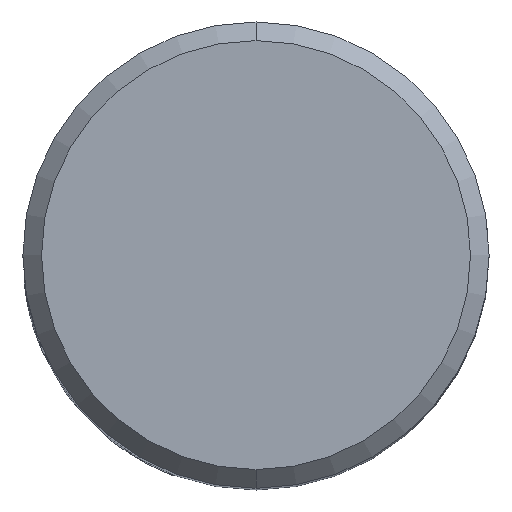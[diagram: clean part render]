
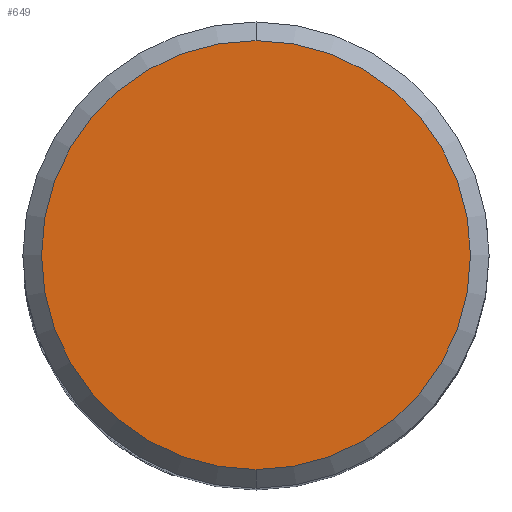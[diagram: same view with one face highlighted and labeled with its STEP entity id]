
A CAD part, top view. The second image highlights one B-rep face of the part: STEP entity #649.
In plain terms, the highlighted planar face has unit normal (0, 0, 1).
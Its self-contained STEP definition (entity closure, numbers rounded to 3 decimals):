
#375=VERTEX_POINT('',#1020);
#599=EDGE_CURVE('',#375,#723,#1266,.T.);
#649=ADVANCED_FACE('',(#1321),#1322,.T.);
#723=VERTEX_POINT('',#1406);
#773=EDGE_CURVE('',#723,#375,#1457,.T.);
#1020=CARTESIAN_POINT('',(0.0,11.5,0.0));
#1266=CIRCLE('',#2793,11.5);
#1321=FACE_OUTER_BOUND('',#3281,.T.);
#1322=PLANE('',#3282);
#1406=CARTESIAN_POINT('',(0.,-11.5,0.0));
#1457=CIRCLE('',#3836,11.5);
#2793=AXIS2_PLACEMENT_3D('',#5782,#5783,#5784);
#3281=EDGE_LOOP('',(#5831,#5832));
#3282=AXIS2_PLACEMENT_3D('',#5833,#5834,#5835);
#3836=AXIS2_PLACEMENT_3D('',#5972,#5973,#5974);
#5782=CARTESIAN_POINT('',(0.0,0.0,0.0));
#5783=DIRECTION('',(0.0,0.0,-1.0));
#5784=DIRECTION('',(0.0,1.0,0.0));
#5831=ORIENTED_EDGE('',*,*,#599,.F.);
#5832=ORIENTED_EDGE('',*,*,#773,.F.);
#5833=CARTESIAN_POINT('',(0.0,5.75,0.0));
#5834=DIRECTION('',(-0.0,0.0,1.0));
#5835=DIRECTION('',(0.0,-1.0,0.0));
#5972=CARTESIAN_POINT('',(0.0,0.0,0.0));
#5973=DIRECTION('',(0.0,0.0,-1.0));
#5974=DIRECTION('',(0.0,1.0,0.0));
